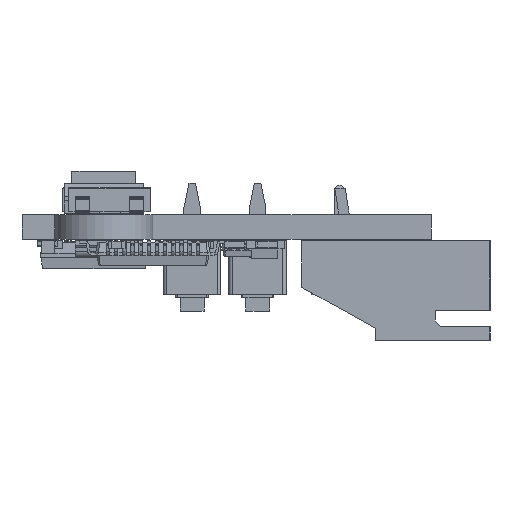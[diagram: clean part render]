
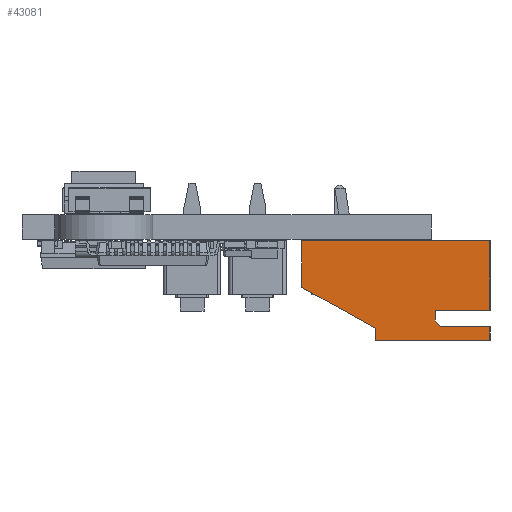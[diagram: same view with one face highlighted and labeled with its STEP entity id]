
A CAD part, left-side view. The second image highlights one B-rep face of the part: STEP entity #43081.
In plain terms, the highlighted face is planar.
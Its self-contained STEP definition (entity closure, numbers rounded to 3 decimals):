
#42323 = VERTEX_POINT('',#42324);
#42324 = CARTESIAN_POINT('',(9.95,-2.2,5.35));
#42332 = EDGE_CURVE('',#42323,#42333,#42335,.T.);
#42333 = VERTEX_POINT('',#42334);
#42334 = CARTESIAN_POINT('',(9.95,-2.2,6.1));
#42335 = LINE('',#42336,#42337);
#42336 = CARTESIAN_POINT('',(9.95,-2.2,0.35));
#42337 = VECTOR('',#42338,1.);
#42338 = DIRECTION('',(0.,0.,1.));
#42445 = VERTEX_POINT('',#42446);
#42446 = CARTESIAN_POINT('',(9.95,-9.2,0.));
#42452 = EDGE_CURVE('',#42445,#42453,#42455,.T.);
#42453 = VERTEX_POINT('',#42454);
#42454 = CARTESIAN_POINT('',(9.95,-9.2,4.25));
#42455 = LINE('',#42456,#42457);
#42456 = CARTESIAN_POINT('',(9.95,-9.2,0.));
#42457 = VECTOR('',#42458,1.);
#42458 = DIRECTION('',(0.,0.,1.));
#42620 = EDGE_CURVE('',#42333,#42621,#42623,.T.);
#42621 = VERTEX_POINT('',#42622);
#42622 = CARTESIAN_POINT('',(9.95,-9.2,6.1));
#42623 = LINE('',#42624,#42625);
#42624 = CARTESIAN_POINT('',(9.95,-2.2,6.1));
#42625 = VECTOR('',#42626,1.);
#42626 = DIRECTION('',(0.,-1.,0.));
#43064 = VERTEX_POINT('',#43065);
#43065 = CARTESIAN_POINT('',(9.95,2.3,2.85));
#43071 = EDGE_CURVE('',#42323,#43064,#43072,.T.);
#43072 = LINE('',#43073,#43074);
#43073 = CARTESIAN_POINT('',(9.95,-2.2,5.35));
#43074 = VECTOR('',#43075,1.);
#43075 = DIRECTION('',(0.,0.874,-0.486
    ));
#43081 = ADVANCED_FACE('',(#43082),#43141,.T.);
#43082 = FACE_BOUND('',#43083,.T.);
#43083 = EDGE_LOOP('',(#43084,#43085,#43093,#43099,#43100,#43101,#43102,
    #43110,#43118,#43127,#43135));
#43084 = ORIENTED_EDGE('',*,*,#42452,.F.);
#43085 = ORIENTED_EDGE('',*,*,#43086,.F.);
#43086 = EDGE_CURVE('',#43087,#42445,#43089,.T.);
#43087 = VERTEX_POINT('',#43088);
#43088 = CARTESIAN_POINT('',(9.95,2.3,0.));
#43089 = LINE('',#43090,#43091);
#43090 = CARTESIAN_POINT('',(9.95,2.3,0.));
#43091 = VECTOR('',#43092,1.);
#43092 = DIRECTION('',(0.,-1.,0.));
#43093 = ORIENTED_EDGE('',*,*,#43094,.F.);
#43094 = EDGE_CURVE('',#43064,#43087,#43095,.T.);
#43095 = LINE('',#43096,#43097);
#43096 = CARTESIAN_POINT('',(9.95,2.3,2.85));
#43097 = VECTOR('',#43098,1.);
#43098 = DIRECTION('',(-0.,0.,-1.));
#43099 = ORIENTED_EDGE('',*,*,#43071,.F.);
#43100 = ORIENTED_EDGE('',*,*,#42332,.T.);
#43101 = ORIENTED_EDGE('',*,*,#42620,.T.);
#43102 = ORIENTED_EDGE('',*,*,#43103,.F.);
#43103 = EDGE_CURVE('',#43104,#42621,#43106,.T.);
#43104 = VERTEX_POINT('',#43105);
#43105 = CARTESIAN_POINT('',(9.95,-9.2,5.25));
#43106 = LINE('',#43107,#43108);
#43107 = CARTESIAN_POINT('',(9.95,-9.2,0.35));
#43108 = VECTOR('',#43109,1.);
#43109 = DIRECTION('',(0.,0.,1.));
#43110 = ORIENTED_EDGE('',*,*,#43111,.T.);
#43111 = EDGE_CURVE('',#43104,#43112,#43114,.T.);
#43112 = VERTEX_POINT('',#43113);
#43113 = CARTESIAN_POINT('',(9.95,-6.35,5.25));
#43114 = LINE('',#43115,#43116);
#43115 = CARTESIAN_POINT('',(9.95,-9.2,5.25));
#43116 = VECTOR('',#43117,1.);
#43117 = DIRECTION('',(0.,1.,0.));
#43118 = ORIENTED_EDGE('',*,*,#43119,.T.);
#43119 = EDGE_CURVE('',#43112,#43120,#43122,.T.);
#43120 = VERTEX_POINT('',#43121);
#43121 = CARTESIAN_POINT('',(9.95,-5.85,4.75));
#43122 = CIRCLE('',#43123,0.5);
#43123 = AXIS2_PLACEMENT_3D('',#43124,#43125,#43126);
#43124 = CARTESIAN_POINT('',(9.95,-6.35,4.75));
#43125 = DIRECTION('',(-1.,0.,0.));
#43126 = DIRECTION('',(0.,0.,1.));
#43127 = ORIENTED_EDGE('',*,*,#43128,.T.);
#43128 = EDGE_CURVE('',#43120,#43129,#43131,.T.);
#43129 = VERTEX_POINT('',#43130);
#43130 = CARTESIAN_POINT('',(9.95,-5.85,4.25));
#43131 = LINE('',#43132,#43133);
#43132 = CARTESIAN_POINT('',(9.95,-5.85,4.75));
#43133 = VECTOR('',#43134,1.);
#43134 = DIRECTION('',(0.,0.,-1.));
#43135 = ORIENTED_EDGE('',*,*,#43136,.T.);
#43136 = EDGE_CURVE('',#43129,#42453,#43137,.T.);
#43137 = LINE('',#43138,#43139);
#43138 = CARTESIAN_POINT('',(9.95,-5.85,4.25));
#43139 = VECTOR('',#43140,1.);
#43140 = DIRECTION('',(0.,-1.,0.));
#43141 = PLANE('',#43142);
#43142 = AXIS2_PLACEMENT_3D('',#43143,#43144,#43145);
#43143 = CARTESIAN_POINT('',(9.95,-4.427,3.048));
#43144 = DIRECTION('',(1.,0.,0.));
#43145 = DIRECTION('',(0.,0.,-1.));
